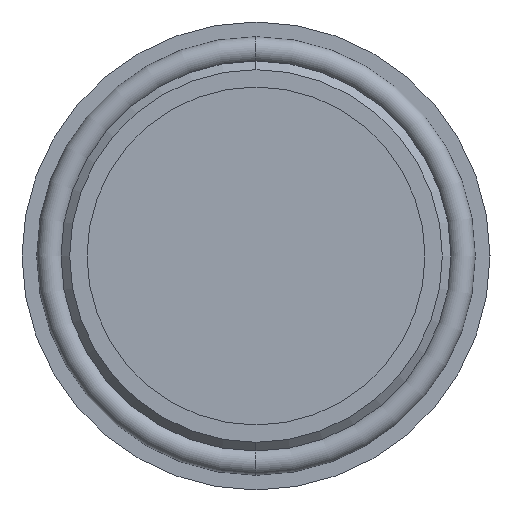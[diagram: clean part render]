
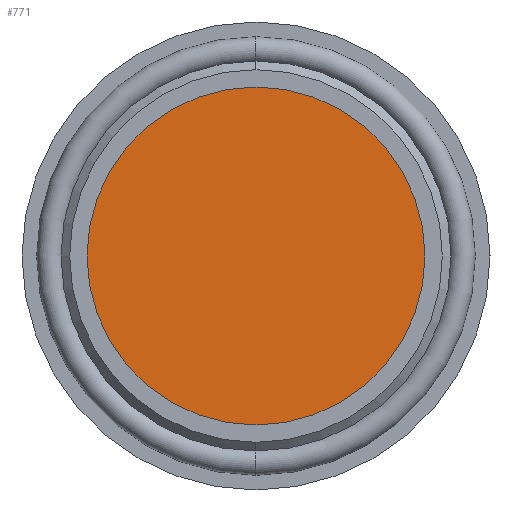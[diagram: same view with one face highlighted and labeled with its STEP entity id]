
A CAD part, front view. The second image highlights one B-rep face of the part: STEP entity #771.
In plain terms, the highlighted planar face has unit normal (0, -1, 0).
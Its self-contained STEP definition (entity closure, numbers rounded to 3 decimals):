
#48 = AXIS2_PLACEMENT_3D ( 'NONE', #218, #217, #216 ) ;
#52 = FACE_OUTER_BOUND ( 'NONE', #596, .T. ) ;
#116 = AXIS2_PLACEMENT_3D ( 'NONE', #315, #314, #313 ) ;
#140 = AXIS2_PLACEMENT_3D ( 'NONE', #408, #407, #406 ) ;
#216 = DIRECTION ( 'NONE',  ( 0., 0., -1. ) ) ;
#217 = DIRECTION ( 'NONE',  ( 0., -1., 0. ) ) ;
#218 = CARTESIAN_POINT ( 'NONE',  ( -9.75, -2.25, 0. ) ) ;
#219 = PLANE ( 'NONE',  #48 ) ;
#313 = DIRECTION ( 'NONE',  ( 0., 0., 1. ) ) ;
#314 = DIRECTION ( 'NONE',  ( 0., 1., 0. ) ) ;
#315 = CARTESIAN_POINT ( 'NONE',  ( 0., -2.25, 0. ) ) ;
#406 = DIRECTION ( 'NONE',  ( 0., 0., 1. ) ) ;
#407 = DIRECTION ( 'NONE',  ( 0., 1., 0. ) ) ;
#408 = CARTESIAN_POINT ( 'NONE',  ( 0., -2.25, 0. ) ) ;
#458 = CARTESIAN_POINT ( 'NONE',  ( 0., -2.25, 9.75 ) ) ;
#459 = CARTESIAN_POINT ( 'NONE',  ( 0., -2.25, -9.75 ) ) ;
#541 = ORIENTED_EDGE ( 'NONE', *, *, #741, .F. ) ;
#543 = ORIENTED_EDGE ( 'NONE', *, *, #710, .F. ) ;
#596 = EDGE_LOOP ( 'NONE', ( #541, #543 ) ) ;
#615 = VERTEX_POINT ( 'NONE', #459 ) ;
#616 = VERTEX_POINT ( 'NONE', #458 ) ;
#675 = CIRCLE ( 'NONE', #116, 9.75 ) ;
#696 = CIRCLE ( 'NONE', #140, 9.75 ) ;
#710 = EDGE_CURVE ( 'NONE', #615, #616, #696, .T. ) ;
#741 = EDGE_CURVE ( 'NONE', #616, #615, #675, .T. ) ;
#771 = ADVANCED_FACE ( 'NONE', ( #52 ), #219, .T. ) ;
